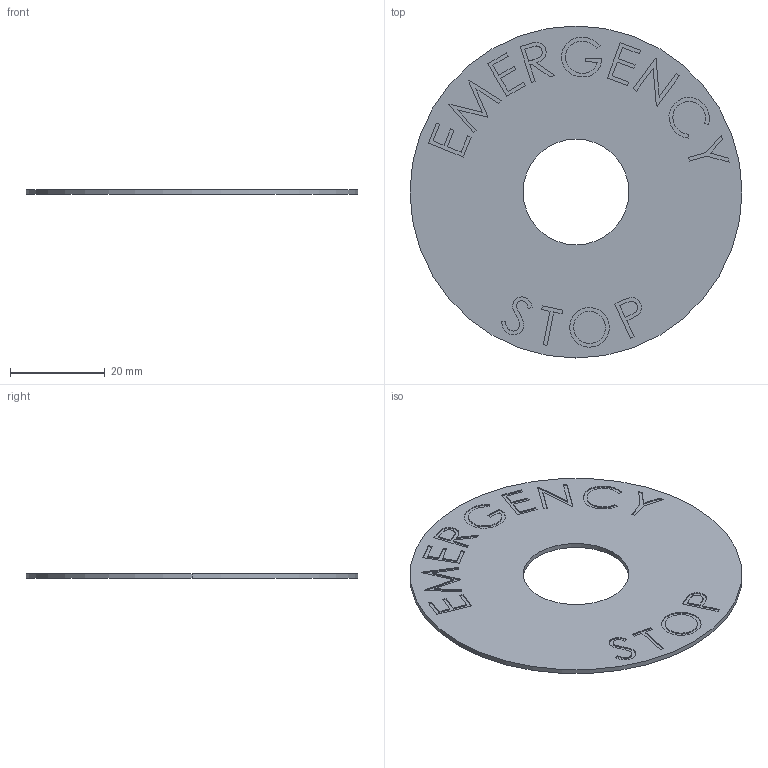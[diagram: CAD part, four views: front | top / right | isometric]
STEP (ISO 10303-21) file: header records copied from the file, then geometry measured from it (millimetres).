
FILE_DESCRIPTION (( 'STEP AP214' ), '1' );
FILE_NAME ('E22VA8.step', '2018-07-05T19:36:39', ( '' ), ( '' ), 'SwSTEP 2.0', 'SolidWorks 2017', '' );
FILE_SCHEMA (( 'AUTOMOTIVE_DESIGN' ));
Length unit declared in the file: millimetre
Products named in the file (1): E22VA8
Bounding box: 70 x 70 x 1 mm (x, y, z)
Volume: 3407.5 mm3; surface area: 7337 mm2
Topology: 1 solids, 1 shells, 177 faces, 477 edges, 318 vertices
Faces by surface type: plane 121, bspline 52, cylinder 4
Entity records: 10421 total; most frequent: CARTESIAN_POINT 4433, ORIENTED_EDGE 954, DIRECTION 633, EDGE_CURVE 477, VECTOR 365, LINE 365, VERTEX_POINT 318, EDGE_LOOP 195
